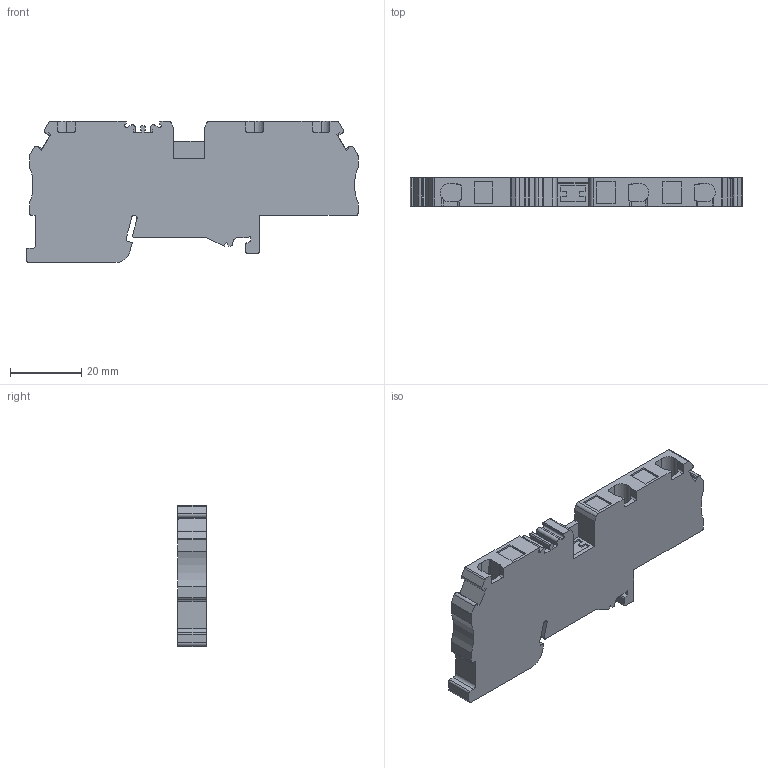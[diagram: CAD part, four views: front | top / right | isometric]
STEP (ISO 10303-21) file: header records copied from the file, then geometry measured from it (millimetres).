
FILE_DESCRIPTION(/* description */ ('Unknown'),/* implementation_level */ '2;1');
FILE_NAME(/* name */ 'DST6-1X2_GY_3D',/* time_stamp */ '2019-11-07T14:08:13+06:00',/* author */ ('Unknown'),/* organization */ ('Unknown'),/* preprocessor_version */ 'ST-DEVELOPER v16.7',/* originating_system */ 'DEX',/* authorisation */ $);
FILE_SCHEMA (('AUTOMOTIVE_DESIGN {1 0 10303 214 3 1 1}'));
Length unit declared in the file: millimetre
Products named in the file (1): DST6-1X2
Bounding box: 93 x 8 x 39.5 mm (x, y, z)
Volume: 20814.1 mm3; surface area: 9540 mm2
Topology: 1 solids, 1 shells, 193 faces, 567 edges, 380 vertices
Faces by surface type: plane 134, cylinder 59
Entity records: 6449 total; most frequent: CARTESIAN_POINT 1171, ORIENTED_EDGE 1134, DIRECTION 1064, EDGE_CURVE 567, LINE 440, VECTOR 440, VERTEX_POINT 380, AXIS2_PLACEMENT_3D 312
